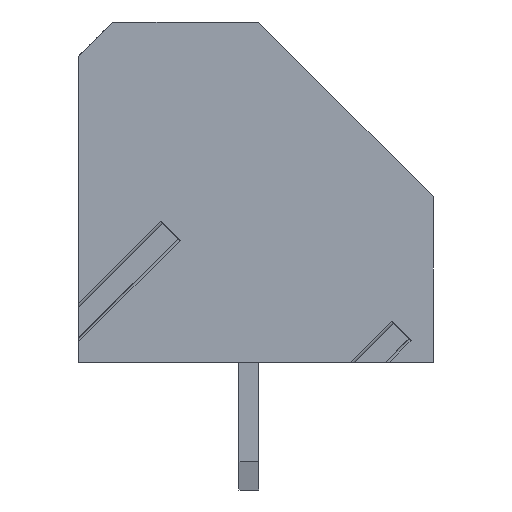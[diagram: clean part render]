
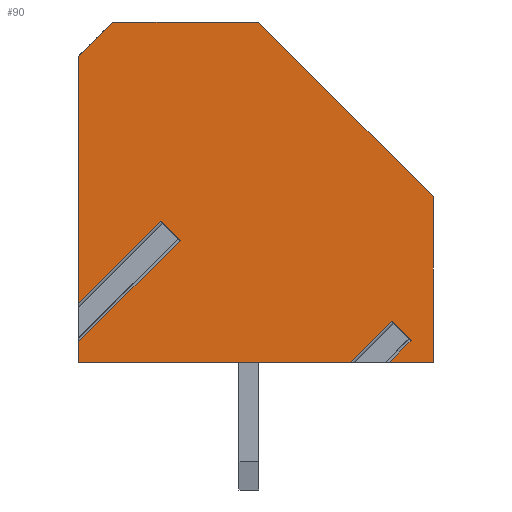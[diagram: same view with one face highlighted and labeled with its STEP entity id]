
A CAD part, left-side view. The second image highlights one B-rep face of the part: STEP entity #90.
In plain terms, the highlighted planar face has unit normal (-1, 0, 0).
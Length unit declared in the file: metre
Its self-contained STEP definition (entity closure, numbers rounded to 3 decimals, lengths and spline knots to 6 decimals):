
#90 = ADVANCED_FACE( '', ( #478 ), #479, .T. );
#478 = FACE_OUTER_BOUND( '', #1200, .T. );
#479 = PLANE( '', #1201 );
#1200 = EDGE_LOOP( '', ( #2274, #2275, #2276, #2277, #2278, #2279, #2280, #2281, #2282, #2283, #2284, #2285, #2286, #2287 ) );
#1201 = AXIS2_PLACEMENT_3D( '', #2288, #2289, #2290 );
#2274 = ORIENTED_EDGE( '', *, *, #4944, .F. );
#2275 = ORIENTED_EDGE( '', *, *, #4945, .T. );
#2276 = ORIENTED_EDGE( '', *, *, #4946, .T. );
#2277 = ORIENTED_EDGE( '', *, *, #4947, .F. );
#2278 = ORIENTED_EDGE( '', *, *, #4911, .F. );
#2279 = ORIENTED_EDGE( '', *, *, #4948, .T. );
#2280 = ORIENTED_EDGE( '', *, *, #4949, .F. );
#2281 = ORIENTED_EDGE( '', *, *, #4950, .F. );
#2282 = ORIENTED_EDGE( '', *, *, #4903, .F. );
#2283 = ORIENTED_EDGE( '', *, *, #4867, .F. );
#2284 = ORIENTED_EDGE( '', *, *, #4846, .F. );
#2285 = ORIENTED_EDGE( '', *, *, #4951, .F. );
#2286 = ORIENTED_EDGE( '', *, *, #4952, .F. );
#2287 = ORIENTED_EDGE( '', *, *, #4953, .F. );
#2288 = CARTESIAN_POINT( '', ( -0.0025, -0.014334, 0.004006 ) );
#2289 = DIRECTION( '', ( -1., 0., 0. ) );
#2290 = DIRECTION( '', ( 0., -1., 0. ) );
#4846 = EDGE_CURVE( '', #5939, #5941, #5942, .T. );
#4867 = EDGE_CURVE( '', #5941, #5977, #5978, .T. );
#4903 = EDGE_CURVE( '', #5977, #6041, #6042, .T. );
#4911 = EDGE_CURVE( '', #6055, #6057, #6058, .T. );
#4944 = EDGE_CURVE( '', #6119, #6120, #6121, .F. );
#4945 = EDGE_CURVE( '', #6119, #6122, #6123, .T. );
#4946 = EDGE_CURVE( '', #6122, #6124, #6125, .F. );
#4947 = EDGE_CURVE( '', #6057, #6124, #6126, .T. );
#4948 = EDGE_CURVE( '', #6055, #6127, #6128, .T. );
#4949 = EDGE_CURVE( '', #6129, #6127, #6130, .T. );
#4950 = EDGE_CURVE( '', #6041, #6129, #6131, .T. );
#4951 = EDGE_CURVE( '', #6132, #5939, #6133, .T. );
#4952 = EDGE_CURVE( '', #6134, #6132, #6135, .T. );
#4953 = EDGE_CURVE( '', #6120, #6134, #6136, .T. );
#5939 = VERTEX_POINT( '', #7642 );
#5941 = VERTEX_POINT( '', #7645 );
#5942 = LINE( '', #7646, #7647 );
#5977 = VERTEX_POINT( '', #7701 );
#5978 = LINE( '', #7702, #7703 );
#6041 = VERTEX_POINT( '', #7799 );
#6042 = LINE( '', #7800, #7801 );
#6055 = VERTEX_POINT( '', #7817 );
#6057 = VERTEX_POINT( '', #7819 );
#6058 = LINE( '', #7820, #7821 );
#6119 = VERTEX_POINT( '', #7909 );
#6120 = VERTEX_POINT( '', #7910 );
#6121 = LINE( '', #7911, #7912 );
#6122 = VERTEX_POINT( '', #7913 );
#6123 = LINE( '', #7914, #7915 );
#6124 = VERTEX_POINT( '', #7916 );
#6125 = LINE( '', #7917, #7918 );
#6126 = LINE( '', #7919, #7920 );
#6127 = VERTEX_POINT( '', #7921 );
#6128 = LINE( '', #7922, #7923 );
#6129 = VERTEX_POINT( '', #7924 );
#6130 = LINE( '', #7925, #7926 );
#6131 = LINE( '', #7927, #7928 );
#6132 = VERTEX_POINT( '', #7929 );
#6133 = LINE( '', #7930, #7931 );
#6134 = VERTEX_POINT( '', #7932 );
#6135 = LINE( '', #7933, #7934 );
#6136 = LINE( '', #7935, #7936 );
#7642 = CARTESIAN_POINT( '', ( -0.0025, -0.00634, 0.012 ) );
#7645 = CARTESIAN_POINT( '', ( -0.0025, -0.0125, 0.00584 ) );
#7646 = CARTESIAN_POINT( '', ( -0.0025, -0.00634, 0.012 ) );
#7647 = VECTOR( '', #10014, 1. );
#7701 = CARTESIAN_POINT( '', ( -0.0025, -0.0125, 0. ) );
#7702 = CARTESIAN_POINT( '', ( -0.0025, -0.0125, 0.00584 ) );
#7703 = VECTOR( '', #10037, 1. );
#7799 = CARTESIAN_POINT( '', ( -0.0025, -0.010949, 0. ) );
#7800 = CARTESIAN_POINT( '', ( -0.0025, -0.010328, 0. ) );
#7801 = VECTOR( '', #10077, 1. );
#7817 = CARTESIAN_POINT( '', ( -0.0025, -0.009582, 0. ) );
#7819 = CARTESIAN_POINT( '', ( -0.0025, 0., 0. ) );
#7820 = CARTESIAN_POINT( '', ( -0.0025, -0.010328, 0. ) );
#7821 = VECTOR( '', #10093, 1. );
#7909 = CARTESIAN_POINT( '', ( -0.0025, -0.002895, 0.00498 ) );
#7910 = CARTESIAN_POINT( '', ( -0.0025, 0., 0.002086 ) );
#7911 = CARTESIAN_POINT( '', ( -0.0025, 0.013361, -0.011276 ) );
#7912 = VECTOR( '', #10136, 1. );
#7913 = CARTESIAN_POINT( '', ( -0.0025, -0.003578, 0.004296 ) );
#7914 = CARTESIAN_POINT( '', ( -0.0025, -0.002895, 0.00498 ) );
#7915 = VECTOR( '', #10137, 1. );
#7916 = CARTESIAN_POINT( '', ( -0.0025, 0., 0.000718 ) );
#7917 = CARTESIAN_POINT( '', ( -0.0025, 0.012677, -0.011959 ) );
#7918 = VECTOR( '', #10138, 1. );
#7919 = CARTESIAN_POINT( '', ( -0.0025, 0., 0. ) );
#7920 = VECTOR( '', #10139, 1. );
#7921 = CARTESIAN_POINT( '', ( -0.0025, -0.011033, 0.001452 ) );
#7922 = CARTESIAN_POINT( '', ( -0.0025, 0.005222, -0.014804 ) );
#7923 = VECTOR( '', #10140, 1. );
#7924 = CARTESIAN_POINT( '', ( -0.0025, -0.011717, 0.000768 ) );
#7925 = CARTESIAN_POINT( '', ( -0.0025, -0.011033, 0.001452 ) );
#7926 = VECTOR( '', #10141, 1. );
#7927 = CARTESIAN_POINT( '', ( -0.0025, 0.004539, -0.015488 ) );
#7928 = VECTOR( '', #10142, 1. );
#7929 = CARTESIAN_POINT( '', ( -0.0025, -0.0012, 0.012 ) );
#7930 = CARTESIAN_POINT( '', ( -0.0025, -0.00634, 0.012 ) );
#7931 = VECTOR( '', #10143, 1. );
#7932 = CARTESIAN_POINT( '', ( -0.0025, 0., 0.0108 ) );
#7933 = CARTESIAN_POINT( '', ( -0.0025, -0.0012, 0.012 ) );
#7934 = VECTOR( '', #10144, 1. );
#7935 = CARTESIAN_POINT( '', ( -0.0025, 0., 0. ) );
#7936 = VECTOR( '', #10145, 1. );
#10014 = DIRECTION( '', ( 0., -0.707, -0.707 ) );
#10037 = DIRECTION( '', ( 0., 0., -1. ) );
#10077 = DIRECTION( '', ( 0., 1., 0. ) );
#10093 = DIRECTION( '', ( 0., 1., 0. ) );
#10136 = DIRECTION( '', ( 0., -0.707, 0.707 ) );
#10137 = DIRECTION( '', ( 0., -0.707, -0.707 ) );
#10138 = DIRECTION( '', ( 0., -0.707, 0.707 ) );
#10139 = DIRECTION( '', ( 0., 0., 1. ) );
#10140 = DIRECTION( '', ( 0., -0.707, 0.707 ) );
#10141 = DIRECTION( '', ( 0., 0.707, 0.707 ) );
#10142 = DIRECTION( '', ( 0., -0.707, 0.707 ) );
#10143 = DIRECTION( '', ( 0., -1., 0. ) );
#10144 = DIRECTION( '', ( 0., -0.707, 0.707 ) );
#10145 = DIRECTION( '', ( 0., 0., 1. ) );
